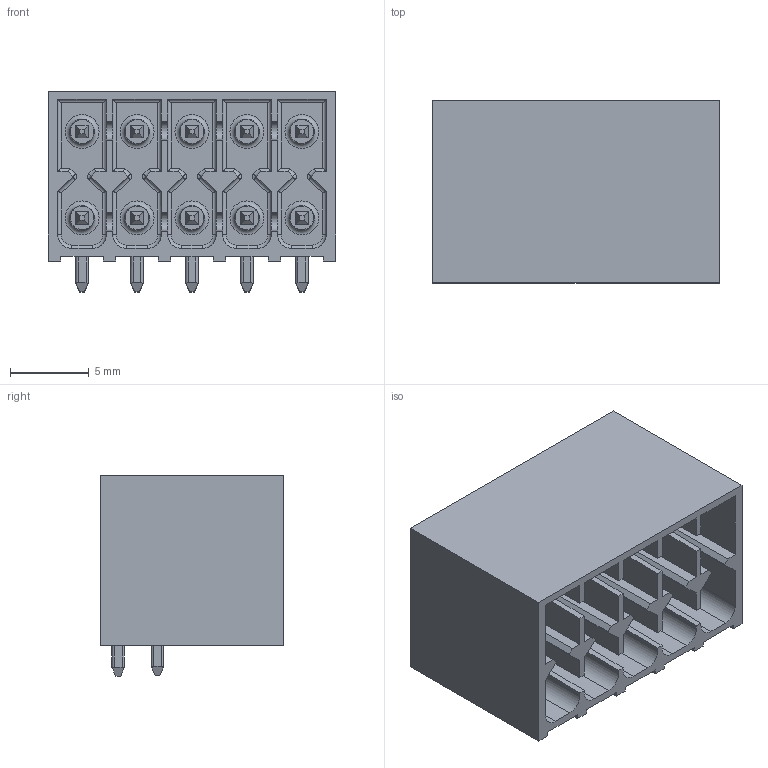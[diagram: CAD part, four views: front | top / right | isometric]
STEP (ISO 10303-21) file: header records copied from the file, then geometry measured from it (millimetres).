
FILE_DESCRIPTION(/* description */ ('Unknown'),/* implementation_level */ '2;1');
FILE_NAME(/* name */ '691378110010',/* time_stamp */ '2024-07-25T09:15:14+02:00',/* author */ ('Unknown'),/* organization */ ('Unknown'),/* preprocessor_version */ 'ST-DEVELOPER v19.4',/* originating_system */ 'Solid Edge',/* authorisation */ 'Unknown');
FILE_SCHEMA (('AUTOMOTIVE_DESIGN {1 0 10303 214 3 1 1}'));
Length unit declared in the file: millimetre
Products named in the file (5): 6917781100xx; 691778110010; 691778110010_Insert; 6917781100xx_Lower Contact; 6917781100xx_Upper Contact
Assembly tree (12 placements, depth 2):
  6917781100xx
    691778110010
    691778110010_Insert
    6917781100xx_Lower Contact  x5
    6917781100xx_Upper Contact  x5
Bounding box: 18.3 x 11.6 x 12.8 mm (x, y, z)
Volume: 949.2 mm3; surface area: 3265.3 mm2
Topology: 12 solids, 12 shells, 1346 faces, 3433 edges, 2108 vertices
Faces by surface type: plane 918, cylinder 348, torus 70, cone 10
Entity records: 25822 total; most frequent: CARTESIAN_POINT 4631, ORIENTED_EDGE 4470, DIRECTION 4182, EDGE_CURVE 2235, LINE 1900, VECTOR 1900, VERTEX_POINT 1426, AXIS2_PLACEMENT_3D 1141
